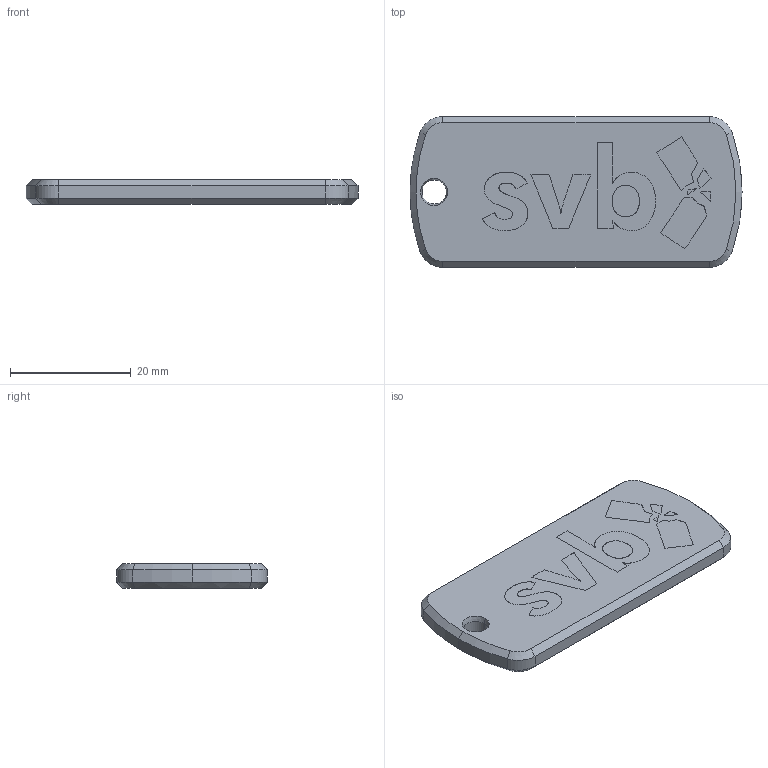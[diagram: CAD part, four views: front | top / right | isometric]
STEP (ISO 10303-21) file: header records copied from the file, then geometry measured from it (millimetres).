
FILE_DESCRIPTION (( 'STEP AP214' ), '1' );
FILE_NAME ('keychain.STEP', '2023-10-22T19:44:09', ( '' ), ( '' ), 'SwSTEP 2.0', 'SolidWorks 2022', '' );
FILE_SCHEMA (( 'AUTOMOTIVE_DESIGN' ));
Length unit declared in the file: millimetre
Products named in the file (1): keychain
Bounding box: 55 x 25 x 4 mm (x, y, z)
Volume: 5100.5 mm3; surface area: 3730.7 mm2
Topology: 9 solids, 9 shells, 770 faces, 2217 edges, 1474 vertices
Faces by surface type: cylinder 517, plane 235, cone 18
Entity records: 25852 total; most frequent: DIRECTION 4804, CARTESIAN_POINT 4474, ORIENTED_EDGE 4434, EDGE_CURVE 2217, AXIS2_PLACEMENT_3D 1820, VERTEX_POINT 1474, LINE 1164, VECTOR 1164
